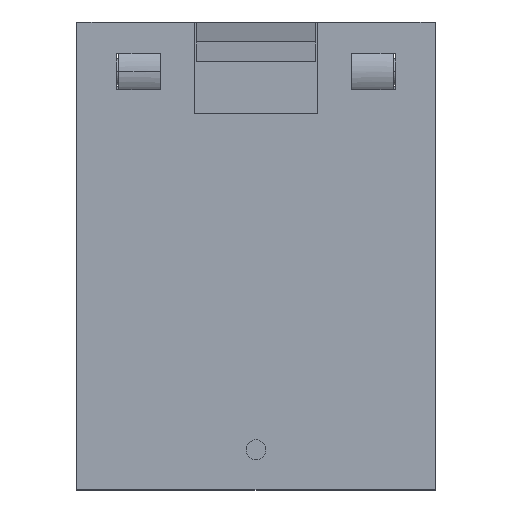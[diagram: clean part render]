
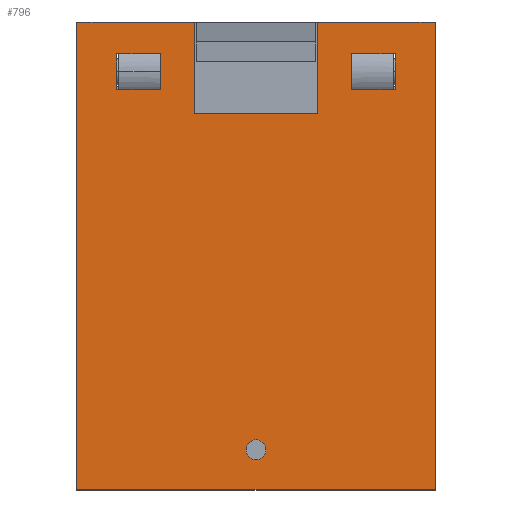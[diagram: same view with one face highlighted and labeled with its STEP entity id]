
A CAD part, top view. The second image highlights one B-rep face of the part: STEP entity #796.
In plain terms, the highlighted planar face has unit normal (0, 0, 1).
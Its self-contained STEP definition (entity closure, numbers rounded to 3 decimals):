
#34 = DIRECTION ( 'NONE',  ( 0., 0., -1. ) ) ;
#49 = DIRECTION ( 'NONE',  ( 0., -1., 0. ) ) ;
#77 = VECTOR ( 'NONE', #3265, 1000. ) ;
#78 = EDGE_CURVE ( 'NONE', #192, #2744, #1538, .T. ) ;
#80 = DIRECTION ( 'NONE',  ( 0., -1., 0. ) ) ;
#93 = VERTEX_POINT ( 'NONE', #2618 ) ;
#119 = ORIENTED_EDGE ( 'NONE', *, *, #2136, .F. ) ;
#192 = VERTEX_POINT ( 'NONE', #2700 ) ;
#197 = VECTOR ( 'NONE', #201, 1000. ) ;
#201 = DIRECTION ( 'NONE',  ( 0., 1., 0. ) ) ;
#217 = DIRECTION ( 'NONE',  ( 1., 0., 0. ) ) ;
#218 = DIRECTION ( 'NONE',  ( 0., 1., 0. ) ) ;
#262 = EDGE_LOOP ( 'NONE', ( #2599, #470, #2787, #2727 ) ) ;
#264 = EDGE_CURVE ( 'NONE', #1470, #2265, #3474, .T. ) ;
#292 = AXIS2_PLACEMENT_3D ( 'NONE', #707, #1815, #2889 ) ;
#310 = ORIENTED_EDGE ( 'NONE', *, *, #422, .F. ) ;
#320 = EDGE_CURVE ( 'NONE', #1687, #703, #1665, .T. ) ;
#365 = FACE_OUTER_BOUND ( 'NONE', #367, .T. ) ;
#367 = EDGE_LOOP ( 'NONE', ( #1451, #2773, #1896, #310, #1176, #2607, #3158, #3424 ) ) ;
#422 = EDGE_CURVE ( 'NONE', #2174, #3192, #717, .T. ) ;
#470 = ORIENTED_EDGE ( 'NONE', *, *, #661, .F. ) ;
#476 = VECTOR ( 'NONE', #80, 1000. ) ;
#520 = DIRECTION ( 'NONE',  ( 1., 0., 0. ) ) ;
#539 = VECTOR ( 'NONE', #217, 1000. ) ;
#585 = CARTESIAN_POINT ( 'NONE',  ( 7., -9.25, 3. ) ) ;
#589 = ORIENTED_EDGE ( 'NONE', *, *, #685, .T. ) ;
#604 = CARTESIAN_POINT ( 'NONE',  ( 0., 0.9, 3. ) ) ;
#624 = VERTEX_POINT ( 'NONE', #3413 ) ;
#636 = CARTESIAN_POINT ( 'NONE',  ( -7., -0.9, 3. ) ) ;
#661 = EDGE_CURVE ( 'NONE', #93, #1509, #3226, .T. ) ;
#663 = FACE_BOUND ( 'NONE', #836, .T. ) ;
#671 = EDGE_CURVE ( 'NONE', #3124, #843, #2462, .T. ) ;
#685 = EDGE_CURVE ( 'NONE', #624, #2265, #1667, .T. ) ;
#698 = CARTESIAN_POINT ( 'NONE',  ( -0.5, -19., 3. ) ) ;
#703 = VERTEX_POINT ( 'NONE', #864 ) ;
#707 = CARTESIAN_POINT ( 'NONE',  ( 0., -19., 3. ) ) ;
#717 = LINE ( 'NONE', #1826, #2788 ) ;
#744 = EDGE_CURVE ( 'NONE', #1509, #192, #3057, .T. ) ;
#796 = ADVANCED_FACE ( 'NONE', ( #663, #1782, #2860, #365 ), #1527, .F. ) ;
#807 = CARTESIAN_POINT ( 'NONE',  ( -4.8, 0., 3. ) ) ;
#809 = CARTESIAN_POINT ( 'NONE',  ( 0., -21., 3. ) ) ;
#836 = EDGE_LOOP ( 'NONE', ( #119, #2498, #589, #2042 ) ) ;
#843 = VERTEX_POINT ( 'NONE', #2822 ) ;
#851 = CARTESIAN_POINT ( 'NONE',  ( -4.8, 0.9, 3. ) ) ;
#864 = CARTESIAN_POINT ( 'NONE',  ( -3.1, 2.5, 3. ) ) ;
#903 = EDGE_CURVE ( 'NONE', #1919, #2174, #1280, .T. ) ;
#915 = CARTESIAN_POINT ( 'NONE',  ( -9., -21., 3. ) ) ;
#925 = CARTESIAN_POINT ( 'NONE',  ( -9., 2.5, 3. ) ) ;
#926 = CIRCLE ( 'NONE', #2471, 0.5 ) ;
#929 = EDGE_CURVE ( 'NONE', #703, #3124, #1558, .T. ) ;
#1075 = VERTEX_POINT ( 'NONE', #915 ) ;
#1080 = CARTESIAN_POINT ( 'NONE',  ( 0., 0.9, 3. ) ) ;
#1090 = LINE ( 'NONE', #2159, #1666 ) ;
#1127 = DIRECTION ( 'NONE',  ( 1., 0., 0. ) ) ;
#1148 = LINE ( 'NONE', #2209, #77 ) ;
#1176 = ORIENTED_EDGE ( 'NONE', *, *, #903, .F. ) ;
#1258 = CARTESIAN_POINT ( 'NONE',  ( 0., -19., 3. ) ) ;
#1262 = DIRECTION ( 'NONE',  ( -1., 0., 0. ) ) ;
#1280 = LINE ( 'NONE', #2352, #2956 ) ;
#1334 = CARTESIAN_POINT ( 'NONE',  ( 3.1, 2.5, 3. ) ) ;
#1395 = CARTESIAN_POINT ( 'NONE',  ( 0.5, -19., 3. ) ) ;
#1451 = ORIENTED_EDGE ( 'NONE', *, *, #320, .F. ) ;
#1459 = AXIS2_PLACEMENT_3D ( 'NONE', #2588, #34, #1262 ) ;
#1462 = VERTEX_POINT ( 'NONE', #1395 ) ;
#1470 = VERTEX_POINT ( 'NONE', #2196 ) ;
#1503 = EDGE_CURVE ( 'NONE', #1075, #1687, #1148, .T. ) ;
#1509 = VERTEX_POINT ( 'NONE', #851 ) ;
#1527 = PLANE ( 'NONE',  #1459 ) ;
#1538 = LINE ( 'NONE', #2600, #2666 ) ;
#1558 = LINE ( 'NONE', #2624, #476 ) ;
#1653 = LINE ( 'NONE', #2717, #197 ) ;
#1664 = VERTEX_POINT ( 'NONE', #2279 ) ;
#1665 = LINE ( 'NONE', #2730, #539 ) ;
#1666 = VECTOR ( 'NONE', #3213, 1000. ) ;
#1667 = LINE ( 'NONE', #2731, #2346 ) ;
#1687 = VERTEX_POINT ( 'NONE', #925 ) ;
#1711 = DIRECTION ( 'NONE',  ( 0., 1., 0. ) ) ;
#1731 = DIRECTION ( 'NONE',  ( -1., 0., 0. ) ) ;
#1766 = CARTESIAN_POINT ( 'NONE',  ( 4.8, 0.9, 3. ) ) ;
#1782 = FACE_BOUND ( 'NONE', #262, .T. ) ;
#1815 = DIRECTION ( 'NONE',  ( 0., 0., 1. ) ) ;
#1826 = CARTESIAN_POINT ( 'NONE',  ( 9., -9.25, 3. ) ) ;
#1835 = VECTOR ( 'NONE', #1731, 1000. ) ;
#1896 = ORIENTED_EDGE ( 'NONE', *, *, #2007, .F. ) ;
#1906 = DIRECTION ( 'NONE',  ( 0., 1., 0. ) ) ;
#1907 = DIRECTION ( 'NONE',  ( -1., 0., 0. ) ) ;
#1915 = LINE ( 'NONE', #2987, #2679 ) ;
#1919 = VERTEX_POINT ( 'NONE', #1334 ) ;
#1972 = ORIENTED_EDGE ( 'NONE', *, *, #2818, .F. ) ;
#1991 = ORIENTED_EDGE ( 'NONE', *, *, #2413, .F. ) ;
#1997 = VECTOR ( 'NONE', #2151, 1000. ) ;
#2007 = EDGE_CURVE ( 'NONE', #3192, #1075, #3228, .T. ) ;
#2042 = ORIENTED_EDGE ( 'NONE', *, *, #264, .F. ) ;
#2136 = EDGE_CURVE ( 'NONE', #1664, #1470, #3045, .T. ) ;
#2151 = DIRECTION ( 'NONE',  ( -1., 0., 0. ) ) ;
#2159 = CARTESIAN_POINT ( 'NONE',  ( 0., -0.9, 3. ) ) ;
#2174 = VERTEX_POINT ( 'NONE', #3059 ) ;
#2196 = CARTESIAN_POINT ( 'NONE',  ( 7., 0.9, 3. ) ) ;
#2209 = CARTESIAN_POINT ( 'NONE',  ( -9., -9.25, 3. ) ) ;
#2265 = VERTEX_POINT ( 'NONE', #1766 ) ;
#2275 = EDGE_LOOP ( 'NONE', ( #1972, #1991 ) ) ;
#2279 = CARTESIAN_POINT ( 'NONE',  ( 7., -0.9, 3. ) ) ;
#2291 = VECTOR ( 'NONE', #1907, 1000. ) ;
#2323 = DIRECTION ( 'NONE',  ( 0., 0., 1. ) ) ;
#2346 = VECTOR ( 'NONE', #218, 1000. ) ;
#2352 = CARTESIAN_POINT ( 'NONE',  ( 0., 2.5, 3. ) ) ;
#2359 = CIRCLE ( 'NONE', #292, 0.5 ) ;
#2413 = EDGE_CURVE ( 'NONE', #2846, #1462, #2359, .T. ) ;
#2462 = LINE ( 'NONE', #3520, #2786 ) ;
#2471 = AXIS2_PLACEMENT_3D ( 'NONE', #1258, #2323, #3382 ) ;
#2498 = ORIENTED_EDGE ( 'NONE', *, *, #2545, .F. ) ;
#2525 = CARTESIAN_POINT ( 'NONE',  ( 9., -21., 3. ) ) ;
#2545 = EDGE_CURVE ( 'NONE', #624, #1664, #1915, .T. ) ;
#2588 = CARTESIAN_POINT ( 'NONE',  ( 9., -21., 3. ) ) ;
#2599 = ORIENTED_EDGE ( 'NONE', *, *, #744, .F. ) ;
#2600 = CARTESIAN_POINT ( 'NONE',  ( -7., -9.25, 3. ) ) ;
#2607 = ORIENTED_EDGE ( 'NONE', *, *, #3061, .F. ) ;
#2618 = CARTESIAN_POINT ( 'NONE',  ( -4.8, -0.9, 3. ) ) ;
#2624 = CARTESIAN_POINT ( 'NONE',  ( -3.1, -9.25, 3. ) ) ;
#2666 = VECTOR ( 'NONE', #49, 1000. ) ;
#2679 = VECTOR ( 'NONE', #520, 1000. ) ;
#2700 = CARTESIAN_POINT ( 'NONE',  ( -7., 0.9, 3. ) ) ;
#2717 = CARTESIAN_POINT ( 'NONE',  ( 3.1, -9.25, 3. ) ) ;
#2727 = ORIENTED_EDGE ( 'NONE', *, *, #78, .F. ) ;
#2730 = CARTESIAN_POINT ( 'NONE',  ( 0., 2.5, 3. ) ) ;
#2731 = CARTESIAN_POINT ( 'NONE',  ( 4.8, 0., 3. ) ) ;
#2744 = VERTEX_POINT ( 'NONE', #636 ) ;
#2773 = ORIENTED_EDGE ( 'NONE', *, *, #1503, .F. ) ;
#2786 = VECTOR ( 'NONE', #1127, 1000. ) ;
#2787 = ORIENTED_EDGE ( 'NONE', *, *, #3016, .F. ) ;
#2788 = VECTOR ( 'NONE', #2900, 1000. ) ;
#2818 = EDGE_CURVE ( 'NONE', #1462, #2846, #926, .T. ) ;
#2822 = CARTESIAN_POINT ( 'NONE',  ( 3.1, -2.1, 3. ) ) ;
#2846 = VERTEX_POINT ( 'NONE', #698 ) ;
#2860 = FACE_BOUND ( 'NONE', #2275, .T. ) ;
#2889 = DIRECTION ( 'NONE',  ( 1., 0., 0. ) ) ;
#2900 = DIRECTION ( 'NONE',  ( 0., -1., 0. ) ) ;
#2911 = VECTOR ( 'NONE', #1711, 1000. ) ;
#2956 = VECTOR ( 'NONE', #3406, 1000. ) ;
#2987 = CARTESIAN_POINT ( 'NONE',  ( 0., -0.9, 3. ) ) ;
#3016 = EDGE_CURVE ( 'NONE', #2744, #93, #1090, .T. ) ;
#3045 = LINE ( 'NONE', #585, #2911 ) ;
#3057 = LINE ( 'NONE', #604, #1835 ) ;
#3059 = CARTESIAN_POINT ( 'NONE',  ( 9., 2.5, 3. ) ) ;
#3061 = EDGE_CURVE ( 'NONE', #843, #1919, #1653, .T. ) ;
#3124 = VERTEX_POINT ( 'NONE', #3543 ) ;
#3158 = ORIENTED_EDGE ( 'NONE', *, *, #671, .F. ) ;
#3192 = VERTEX_POINT ( 'NONE', #2525 ) ;
#3213 = DIRECTION ( 'NONE',  ( 1., 0., 0. ) ) ;
#3217 = VECTOR ( 'NONE', #1906, 1000. ) ;
#3226 = LINE ( 'NONE', #807, #3217 ) ;
#3228 = LINE ( 'NONE', #809, #2291 ) ;
#3265 = DIRECTION ( 'NONE',  ( 0., 1., 0. ) ) ;
#3382 = DIRECTION ( 'NONE',  ( 1., 0., 0. ) ) ;
#3406 = DIRECTION ( 'NONE',  ( 1., 0., 0. ) ) ;
#3413 = CARTESIAN_POINT ( 'NONE',  ( 4.8, -0.9, 3. ) ) ;
#3424 = ORIENTED_EDGE ( 'NONE', *, *, #929, .F. ) ;
#3474 = LINE ( 'NONE', #1080, #1997 ) ;
#3520 = CARTESIAN_POINT ( 'NONE',  ( 0., -2.1, 3. ) ) ;
#3543 = CARTESIAN_POINT ( 'NONE',  ( -3.1, -2.1, 3. ) ) ;
